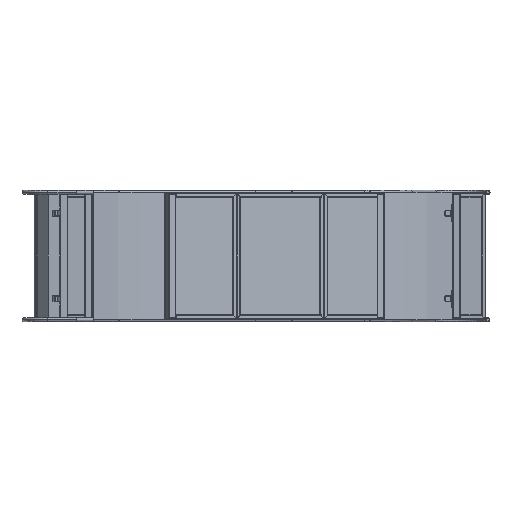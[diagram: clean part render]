
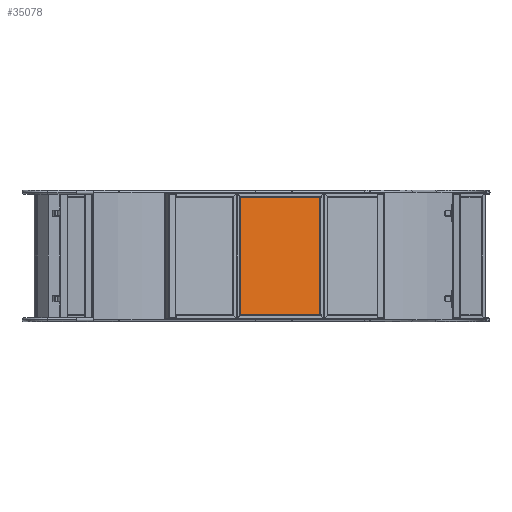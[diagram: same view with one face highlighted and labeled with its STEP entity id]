
A CAD part, front view. The second image highlights one B-rep face of the part: STEP entity #35078.
In plain terms, the highlighted face is planar.
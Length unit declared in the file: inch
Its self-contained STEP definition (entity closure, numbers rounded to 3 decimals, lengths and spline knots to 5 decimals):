
#2163 = DIRECTION ( 'NONE',  ( 0., 0., 1. ) ) ;
#2471 = DIRECTION ( 'NONE',  ( -1., 0., 0. ) ) ;
#2663 = ORIENTED_EDGE ( 'NONE', *, *, #12679, .F. ) ;
#2795 = EDGE_CURVE ( 'NONE', #8079, #31588, #30637, .T. ) ;
#3062 = VECTOR ( 'NONE', #23349, 39.37008 ) ;
#3134 = CARTESIAN_POINT ( 'NONE',  ( -14.8622, -0.0598, 11.8622 ) ) ;
#4890 = LINE ( 'NONE', #35967, #14145 ) ;
#7288 = ORIENTED_EDGE ( 'NONE', *, *, #21804, .F. ) ;
#8079 = VERTEX_POINT ( 'NONE', #24301 ) ;
#8236 = DIRECTION ( 'NONE',  ( 0., 0., 1. ) ) ;
#8936 = ORIENTED_EDGE ( 'NONE', *, *, #19358, .F. ) ;
#10094 = CARTESIAN_POINT ( 'NONE',  ( -14.91236, -0.0598, 11.8622 ) ) ;
#10647 = ORIENTED_EDGE ( 'NONE', *, *, #2795, .F. ) ;
#12043 = CARTESIAN_POINT ( 'NONE',  ( 14.8622, -0.0598, 11.91236 ) ) ;
#12679 = EDGE_CURVE ( 'NONE', #31588, #24483, #35456, .T. ) ;
#14145 = VECTOR ( 'NONE', #2471, 39.37008 ) ;
#14277 = CARTESIAN_POINT ( 'NONE',  ( 14.8622, -0.0598, 11.8622 ) ) ;
#15839 = DIRECTION ( 'NONE',  ( 1., 0., 0. ) ) ;
#16742 = DIRECTION ( 'NONE',  ( 0., 1., 0. ) ) ;
#18966 = VECTOR ( 'NONE', #2163, 39.37008 ) ;
#19243 = AXIS2_PLACEMENT_3D ( 'NONE', #22680, #16742, #8236 ) ;
#19358 = EDGE_CURVE ( 'NONE', #36079, #8079, #4890, .T. ) ;
#19525 = PLANE ( 'NONE',  #19243 ) ;
#21018 = VECTOR ( 'NONE', #15839, 39.37008 ) ;
#21804 = EDGE_CURVE ( 'NONE', #24483, #36079, #34433, .T. ) ;
#22530 = EDGE_LOOP ( 'NONE', ( #2663, #10647, #8936, #7288 ) ) ;
#22680 = CARTESIAN_POINT ( 'NONE',  ( 0., -0.0598, 0. ) ) ;
#23349 = DIRECTION ( 'NONE',  ( 0., 0., -1. ) ) ;
#24301 = CARTESIAN_POINT ( 'NONE',  ( -14.8622, -0.0598, -11.8622 ) ) ;
#24483 = VERTEX_POINT ( 'NONE', #14277 ) ;
#24903 = FACE_OUTER_BOUND ( 'NONE', #22530, .T. ) ;
#29250 = CARTESIAN_POINT ( 'NONE',  ( 14.8622, -0.0598, -11.8622 ) ) ;
#30283 = CARTESIAN_POINT ( 'NONE',  ( -14.8622, -0.0598, -11.91236 ) ) ;
#30637 = LINE ( 'NONE', #30283, #18966 ) ;
#31588 = VERTEX_POINT ( 'NONE', #3134 ) ;
#34433 = LINE ( 'NONE', #12043, #3062 ) ;
#35078 = ADVANCED_FACE ( 'NONE', ( #24903 ), #19525, .F. ) ;
#35456 = LINE ( 'NONE', #10094, #21018 ) ;
#35967 = CARTESIAN_POINT ( 'NONE',  ( 14.91236, -0.0598, -11.8622 ) ) ;
#36079 = VERTEX_POINT ( 'NONE', #29250 ) ;
